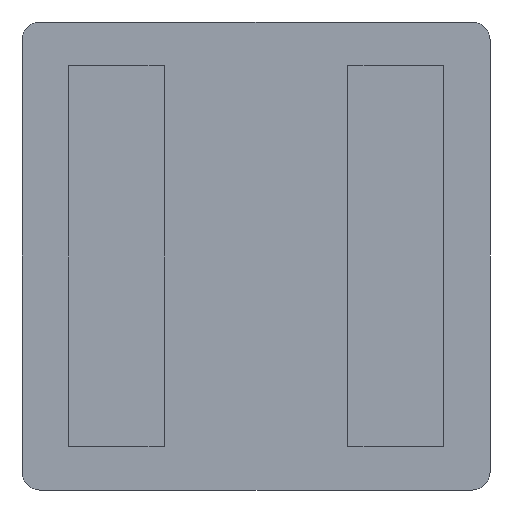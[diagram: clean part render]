
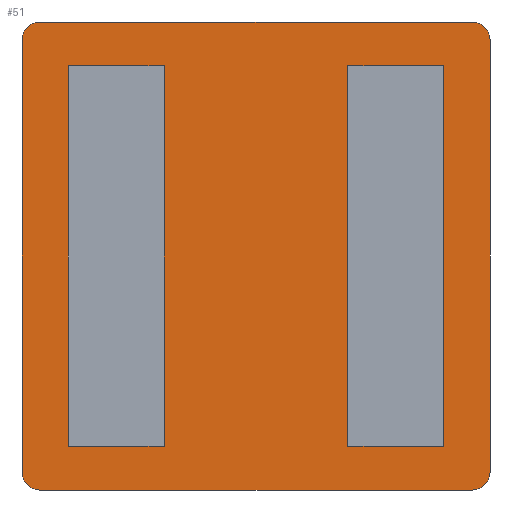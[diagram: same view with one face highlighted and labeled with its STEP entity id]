
A CAD part, front view. The second image highlights one B-rep face of the part: STEP entity #51.
In plain terms, the highlighted planar face has unit normal (0, -1, 0).
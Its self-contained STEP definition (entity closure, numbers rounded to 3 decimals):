
#3 = VERTEX_POINT ( 'NONE', #852 ) ;
#9 = EDGE_CURVE ( 'NONE', #3, #335, #17, .T. ) ;
#13 = CARTESIAN_POINT ( 'NONE',  ( -2., 0.1, 1.85 ) ) ;
#17 = CIRCLE ( 'NONE', #667, 0.15 ) ;
#32 = DIRECTION ( 'NONE',  ( -1., 0., 0. ) ) ;
#45 = EDGE_CURVE ( 'NONE', #602, #920, #316, .T. ) ;
#51 = ADVANCED_FACE ( 'NONE', ( #126 ), #708, .T. ) ;
#92 = EDGE_CURVE ( 'NONE', #259, #3, #737, .T. ) ;
#103 = CARTESIAN_POINT ( 'NONE',  ( -1.85, 0.1, -1.85 ) ) ;
#114 = ORIENTED_EDGE ( 'NONE', *, *, #92, .F. ) ;
#116 = DIRECTION ( 'NONE',  ( 0., 0., -1. ) ) ;
#126 = FACE_OUTER_BOUND ( 'NONE', #410, .T. ) ;
#149 = AXIS2_PLACEMENT_3D ( 'NONE', #502, #576, #649 ) ;
#249 = DIRECTION ( 'NONE',  ( 0., 1., 0. ) ) ;
#259 = VERTEX_POINT ( 'NONE', #768 ) ;
#270 = CARTESIAN_POINT ( 'NONE',  ( -2., 0.1, 1.85 ) ) ;
#273 = ORIENTED_EDGE ( 'NONE', *, *, #513, .F. ) ;
#290 = EDGE_CURVE ( 'NONE', #335, #602, #314, .T. ) ;
#314 = LINE ( 'NONE', #13, #665 ) ;
#316 = CIRCLE ( 'NONE', #355, 0.15 ) ;
#330 = CARTESIAN_POINT ( 'NONE',  ( -1.85, 0.1, -2. ) ) ;
#334 = DIRECTION ( 'NONE',  ( 0., -1., 0. ) ) ;
#335 = VERTEX_POINT ( 'NONE', #703 ) ;
#340 = DIRECTION ( 'NONE',  ( 0., 0., -1. ) ) ;
#349 = CARTESIAN_POINT ( 'NONE',  ( 2., 0.1, 1.85 ) ) ;
#355 = AXIS2_PLACEMENT_3D ( 'NONE', #643, #863, #405 ) ;
#361 = ORIENTED_EDGE ( 'NONE', *, *, #290, .F. ) ;
#376 = VERTEX_POINT ( 'NONE', #638 ) ;
#404 = CIRCLE ( 'NONE', #149, 0.15 ) ;
#405 = DIRECTION ( 'NONE',  ( 0., 0., -1. ) ) ;
#410 = EDGE_LOOP ( 'NONE', ( #687, #361, #594, #114, #676, #273, #506, #913 ) ) ;
#446 = DIRECTION ( 'NONE',  ( 0., 0., -1. ) ) ;
#464 = EDGE_CURVE ( 'NONE', #727, #376, #404, .T. ) ;
#490 = VECTOR ( 'NONE', #699, 1000. ) ;
#502 = CARTESIAN_POINT ( 'NONE',  ( 1.85, 0.1, 1.85 ) ) ;
#506 = ORIENTED_EDGE ( 'NONE', *, *, #464, .F. ) ;
#513 = EDGE_CURVE ( 'NONE', #376, #633, #903, .T. ) ;
#521 = DIRECTION ( 'NONE',  ( 0., 1., 0. ) ) ;
#522 = CARTESIAN_POINT ( 'NONE',  ( -1.85, 0.1, 2. ) ) ;
#523 = CARTESIAN_POINT ( 'NONE',  ( 2., 0.1, -1.85 ) ) ;
#539 = DIRECTION ( 'NONE',  ( 0., 0., 1. ) ) ;
#566 = CARTESIAN_POINT ( 'NONE',  ( 1.85, 0.1, 2. ) ) ;
#576 = DIRECTION ( 'NONE',  ( 0., 1., 0. ) ) ;
#585 = CARTESIAN_POINT ( 'NONE',  ( 1.85, 0.1, -1.85 ) ) ;
#594 = ORIENTED_EDGE ( 'NONE', *, *, #9, .F. ) ;
#602 = VERTEX_POINT ( 'NONE', #270 ) ;
#622 = CARTESIAN_POINT ( 'NONE',  ( -1.85, 0.1, 2. ) ) ;
#624 = AXIS2_PLACEMENT_3D ( 'NONE', #780, #334, #116 ) ;
#633 = VERTEX_POINT ( 'NONE', #523 ) ;
#638 = CARTESIAN_POINT ( 'NONE',  ( 2., 0.1, 1.85 ) ) ;
#643 = CARTESIAN_POINT ( 'NONE',  ( -1.85, 0.1, 1.85 ) ) ;
#649 = DIRECTION ( 'NONE',  ( 0., 0., 1. ) ) ;
#650 = AXIS2_PLACEMENT_3D ( 'NONE', #585, #521, #446 ) ;
#655 = LINE ( 'NONE', #622, #490 ) ;
#665 = VECTOR ( 'NONE', #539, 1000. ) ;
#667 = AXIS2_PLACEMENT_3D ( 'NONE', #103, #249, #340 ) ;
#676 = ORIENTED_EDGE ( 'NONE', *, *, #822, .F. ) ;
#682 = VECTOR ( 'NONE', #794, 1000. ) ;
#687 = ORIENTED_EDGE ( 'NONE', *, *, #45, .F. ) ;
#699 = DIRECTION ( 'NONE',  ( 1., 0., 0. ) ) ;
#703 = CARTESIAN_POINT ( 'NONE',  ( -2., 0.1, -1.85 ) ) ;
#708 = PLANE ( 'NONE',  #624 ) ;
#727 = VERTEX_POINT ( 'NONE', #566 ) ;
#737 = LINE ( 'NONE', #330, #783 ) ;
#768 = CARTESIAN_POINT ( 'NONE',  ( 1.85, 0.1, -2. ) ) ;
#780 = CARTESIAN_POINT ( 'NONE',  ( -1.85, 0.1, 1.85 ) ) ;
#783 = VECTOR ( 'NONE', #32, 1000. ) ;
#794 = DIRECTION ( 'NONE',  ( 0., 0., -1. ) ) ;
#822 = EDGE_CURVE ( 'NONE', #633, #259, #941, .T. ) ;
#852 = CARTESIAN_POINT ( 'NONE',  ( -1.85, 0.1, -2. ) ) ;
#863 = DIRECTION ( 'NONE',  ( 0., 1., 0. ) ) ;
#895 = EDGE_CURVE ( 'NONE', #920, #727, #655, .T. ) ;
#903 = LINE ( 'NONE', #349, #682 ) ;
#913 = ORIENTED_EDGE ( 'NONE', *, *, #895, .F. ) ;
#920 = VERTEX_POINT ( 'NONE', #522 ) ;
#941 = CIRCLE ( 'NONE', #650, 0.15 ) ;
